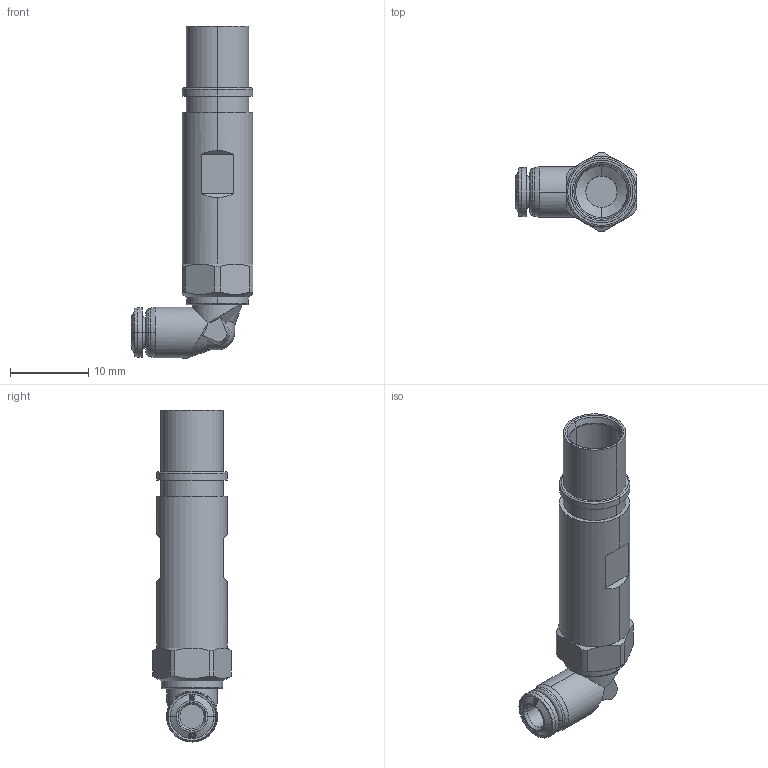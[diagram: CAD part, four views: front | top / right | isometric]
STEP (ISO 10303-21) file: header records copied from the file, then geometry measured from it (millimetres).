
FILE_DESCRIPTION(('Creo Elements/Direct Modeling STEP Export'),'2;1');
FILE_NAME('0ln7uvk5btlod442516','2021-07-27T11:33:41',(''),(''),'Creo Elements/Direct Modeling STEP processor for AP214 (Solid Model)','Creo Elements/Direct Modeling 20.1B 02-Apr-2019 (C) Parametric Technology GmbH','');
FILE_SCHEMA(('AUTOMOTIVE_DESIGN { 1 0 10303 214 1 1 1 1 }'));
Length unit declared in the file: millimetre
Products named in the file (2): CX_3.0_MPAF
Assembly tree (1 placements, depth 2):
  CX_3.0_MPAF
    CX_3.0_MPAF
Bounding box: 15.5 x 10 x 42.4 mm (x, y, z)
Volume: 1914.9 mm3; surface area: 1883.9 mm2
Topology: 1 solids, 1 shells, 160 faces, 415 edges, 268 vertices
Faces by surface type: cylinder 41, extrusion 38, plane 35, cone 28, torus 12, bspline 4, sphere 2
Entity records: 7568 total; most frequent: CARTESIAN_POINT 2620, ORIENTED_EDGE 826, DIRECTION 587, EDGE_CURVE 413, VERTEX_POINT 268, AXIS2_PLACEMENT_3D 213, B_SPLINE_CURVE_WITH_KNOTS 179, EDGE_LOOP 173
